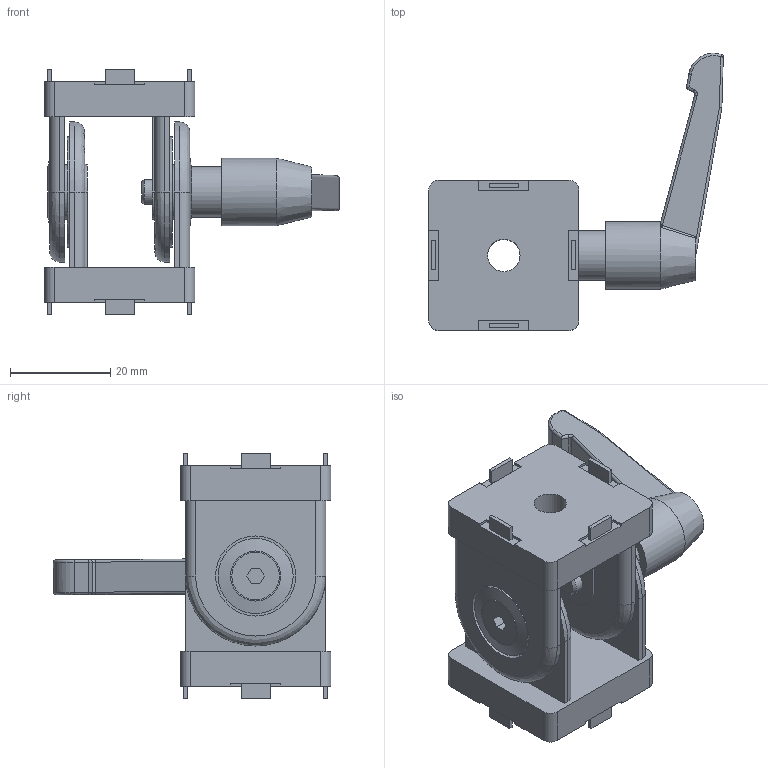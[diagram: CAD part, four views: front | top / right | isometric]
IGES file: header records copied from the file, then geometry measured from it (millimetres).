
Global section: file name: 323031.stp.ipt; native system: Autodesk Inventor 2014; preprocessor: unknown; author: zeman; date: 20151020.095932; units: millimetre
Bounding box: 58.87 x 55.43 x 49 mm (x, y, z)
Volume: 25650.3 mm3; surface area: 16681.9 mm2
Topology: 8 solids, 8 shells, 278 faces, 663 edges, 432 vertices
Faces by surface type: plane 174, cylinder 58, revolution 32, sphere 6, cone 4, bspline 4
Full cylindrical faces by diameter (mm): 2 x4, 5 x2, 10 x2, 13.5 x1, 14 x2, 15 x2, 22 x2
